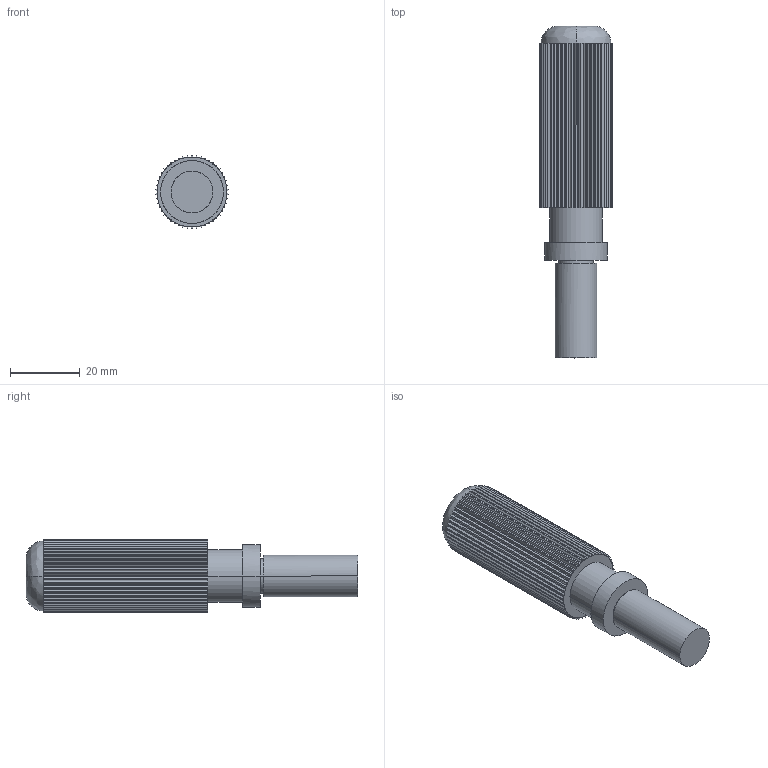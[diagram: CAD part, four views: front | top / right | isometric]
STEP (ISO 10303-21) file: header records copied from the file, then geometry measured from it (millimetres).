
FILE_DESCRIPTION(('CATIA V5 STEP Exchange'),'2;1');
FILE_NAME('Ax.stp','2023-03-25T12:04:43+00:00',('none'),('none'),'CATIA Version 5 Release 21 GA (IN-10)','CATIA V5 STEP AP203','none');
FILE_SCHEMA(('CONFIG_CONTROL_DESIGN'));
Length unit declared in the file: millimetre
Products named in the file (1): Ax
Bounding box: 20.83 x 95 x 20.87 mm (x, y, z)
Volume: 22663.6 mm3; surface area: 6664.7 mm2
Topology: 1 solids, 1 shells, 270 faces, 590 edges, 326 vertices
Faces by surface type: plane 206, cylinder 60, bspline 4
Entity records: 7105 total; most frequent: CARTESIAN_POINT 1529, ORIENTED_EDGE 1180, DIRECTION 1046, EDGE_CURVE 590, AXIS2_PLACEMENT_3D 420, VECTOR 360, LINE 360, VERTEX_POINT 326
